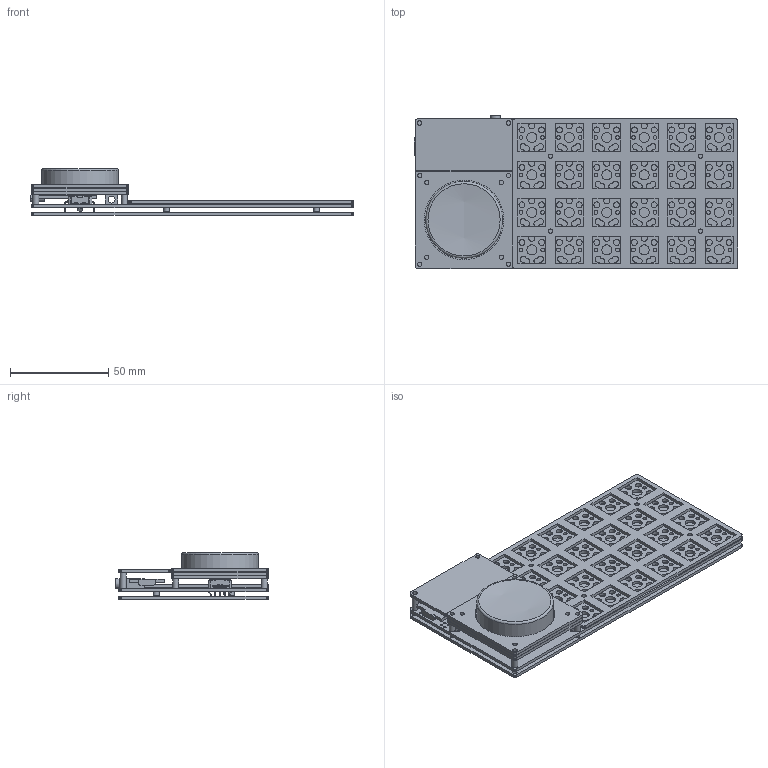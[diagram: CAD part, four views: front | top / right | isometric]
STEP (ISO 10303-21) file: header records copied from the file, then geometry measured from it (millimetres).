
FILE_DESCRIPTION(/* description */ (''),/* implementation_level */ '2;1');
FILE_NAME(/* name */ 'blank-e.step',/* time_stamp */ '2024-08-17T10:36:01+08:00',/* author */ (''),/* organization */ (''),/* preprocessor_version */ 'ST-DEVELOPER v20',/* originating_system */ 'Autodesk Translation Framework v13.14.0.145',/* authorisation */ '');
FILE_SCHEMA (('AUTOMOTIVE_DESIGN { 1 0 10303 214 3 1 1 }'));
Length unit declared in the file: millimetre
Products named in the file (18): TPS; MCU; Elite-C; TRRS; TPS PCB; EC11/12: TH14.5-15.0mm; Cover; TPS PCB_1; TPS PCB_2; TPS PCB_3; TPS PCB_4; spacer; 4mm; 8mm; 5mm; TPS PCB_5; TPS PCB_6; 38mm EC-hat
Assembly tree (24 placements, depth 3):
  TPS
    MCU
      Elite-C
      TRRS
      TPS PCB
    EC11/12: TH14.5-15.0mm
    Cover
      TPS PCB_1
      TPS PCB_2
      TPS PCB_3
    TPS PCB_4
    spacer
      4mm  x4
      8mm  x2
      5mm  x4
    TPS PCB_5
    TPS PCB_6
    38mm EC-hat
Bounding box: 164.61 x 77.9 x 23.65 mm (x, y, z)
Volume: 56987.2 mm3; surface area: 80995.5 mm2
Topology: 23 solids, 23 shells, 2190 faces, 6310 edges, 4178 vertices
Faces by surface type: plane 1649, cylinder 515, torus 12, bspline 8, sphere 3, cone 3
Full cylindrical faces by diameter (mm): 0.7 x4, 0.8 x4, 1 x9, 1.092 x81, 1.3 x2, 1.9 x48, 2.2 x42, 3.05 x82, 3.5 x4, 3.55 x1, 4 x1, 5 x2, 5.1 x24, 6 x1, 7 x1, 12 x1, 35 x1, 39 x1
Entity records: 74478 total; most frequent: CARTESIAN_POINT 13887, ORIENTED_EDGE 12574, DIRECTION 11697, EDGE_CURVE 6287, LINE 5221, VECTOR 5221, VERTEX_POINT 4164, AXIS2_PLACEMENT_3D 3238
